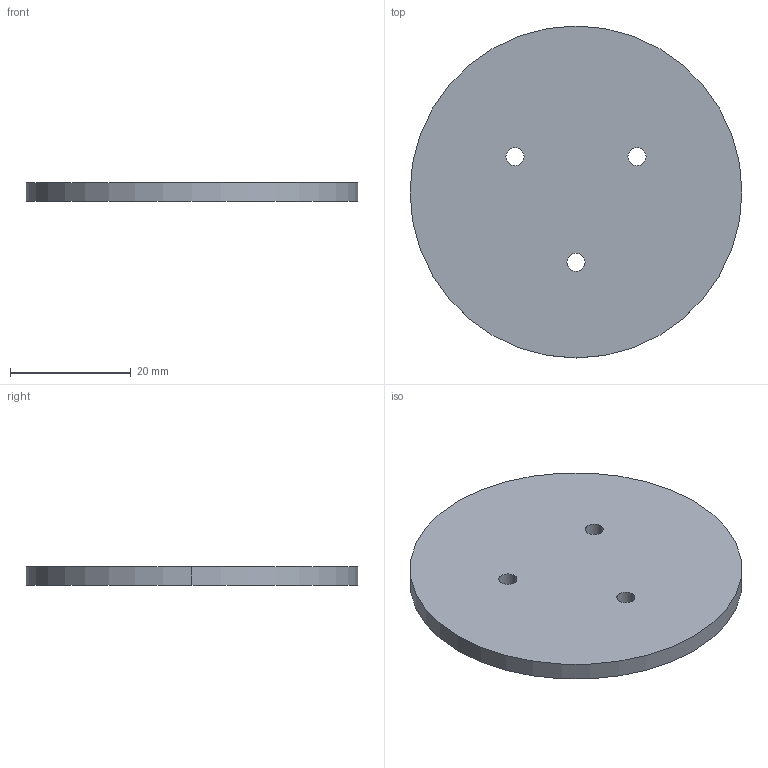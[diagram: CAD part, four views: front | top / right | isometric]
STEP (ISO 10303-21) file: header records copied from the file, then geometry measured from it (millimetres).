
FILE_DESCRIPTION(/* description */ (''),/* implementation_level */ '2;1');
FILE_NAME(/* name */ 'wheelbasicforplatform',/* time_stamp */ '2024-11-30T14:47:22+03:00',/* author */ (''),/* organization */ (''),/* preprocessor_version */ 'ST-DEVELOPER v19.2',/* originating_system */ 'Rhino 8.12',/* authorisation */ '');
FILE_SCHEMA (('CONFIG_CONTROL_DESIGN'));
Length unit declared in the file: millimetre
Products named in the file (1): Document
Bounding box: 55 x 55 x 3 mm (x, y, z)
Volume: 7063.9 mm3; surface area: 5312.4 mm2
Topology: 1 solids, 1 shells, 10 faces, 24 edges, 16 vertices
Faces by surface type: cylinder 8, plane 2
Entity records: 424 total; most frequent: CARTESIAN_POINT 92, ORIENTED_EDGE 48, DIRECTION 46, AXIS2_PLACEMENT_3D 28, EDGE_CURVE 24, EDGE_LOOP 16, TRIMMED_CURVE 16, CIRCLE 16
